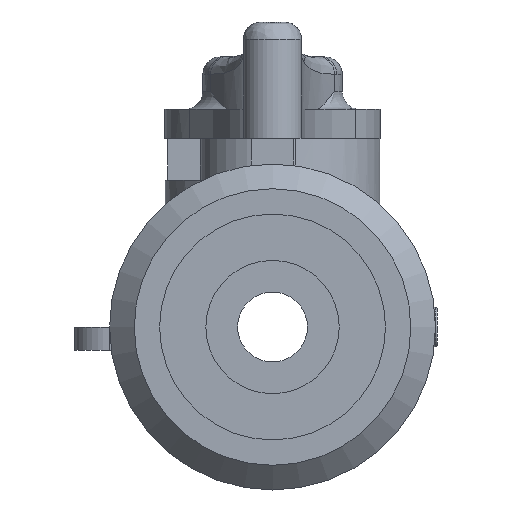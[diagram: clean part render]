
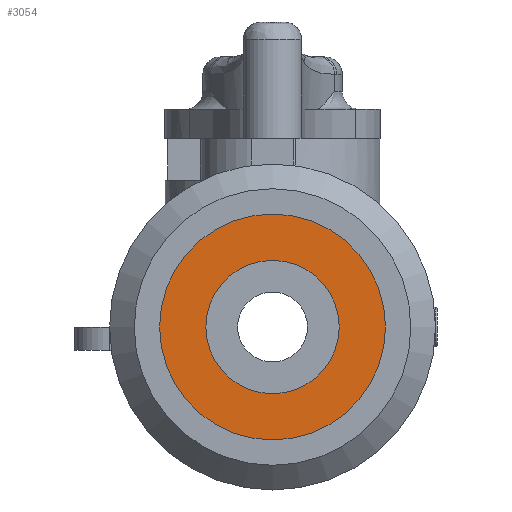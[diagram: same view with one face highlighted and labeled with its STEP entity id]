
A CAD part, left-side view. The second image highlights one B-rep face of the part: STEP entity #3054.
In plain terms, the highlighted planar face has unit normal (-1, 0, 0).
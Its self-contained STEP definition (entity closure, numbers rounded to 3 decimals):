
#689=CARTESIAN_POINT('',(-30.0,0.,5.725));
#690=VERTEX_POINT('',#689);
#691=CARTESIAN_POINT('',(-30.0,0.0,0.0));
#692=DIRECTION('',(1.0,0.0,0.0));
#693=DIRECTION('',(0.0,0.0,-1.0));
#694=AXIS2_PLACEMENT_3D('',#691,#692,#693);
#695=CIRCLE('',#694,5.725);
#696=EDGE_CURVE('',#690,#690,#695,.T.);
#728=CARTESIAN_POINT('',(-30.0,0.,9.7));
#729=VERTEX_POINT('',#728);
#730=CARTESIAN_POINT('',(-30.0,0.0,0.0));
#731=DIRECTION('',(-1.0,0.0,0.0));
#732=DIRECTION('',(0.0,0.0,-1.0));
#733=AXIS2_PLACEMENT_3D('',#730,#731,#732);
#734=CIRCLE('',#733,9.7);
#735=EDGE_CURVE('',#729,#729,#734,.T.);
#3043=CARTESIAN_POINT('',(-30.0,0.0,0.0));
#3044=DIRECTION('',(-1.0,0.0,0.0));
#3045=DIRECTION('',(0.0,0.0,1.0));
#3046=AXIS2_PLACEMENT_3D('',#3043,#3044,#3045);
#3047=PLANE('',#3046);
#3048=ORIENTED_EDGE('',*,*,#735,.T.);
#3049=EDGE_LOOP('',(#3048));
#3050=FACE_OUTER_BOUND('',#3049,.T.);
#3051=ORIENTED_EDGE('',*,*,#696,.T.);
#3052=EDGE_LOOP('',(#3051));
#3053=FACE_BOUND('',#3052,.T.);
#3054=ADVANCED_FACE('',(#3050,#3053),#3047,.T.);
